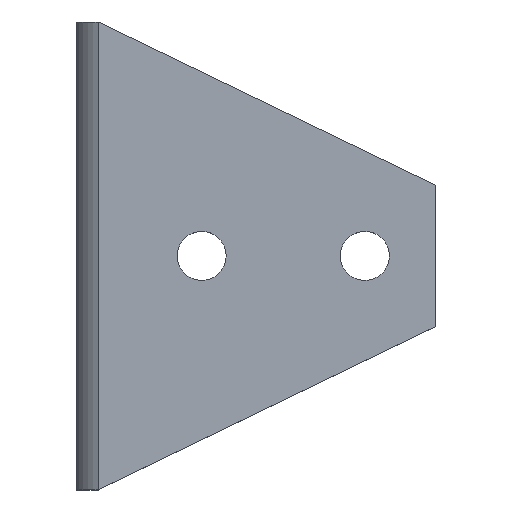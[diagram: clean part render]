
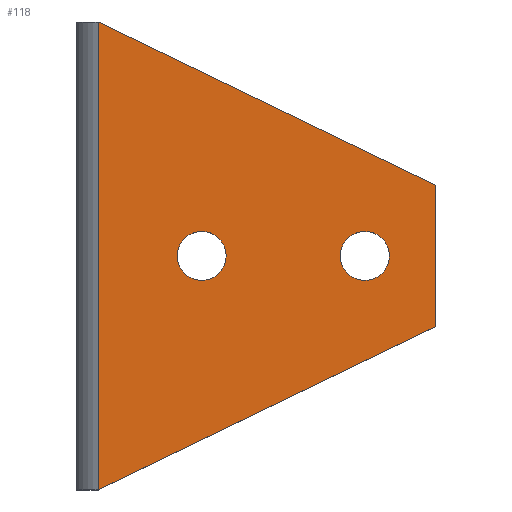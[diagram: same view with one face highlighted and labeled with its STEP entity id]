
A CAD part, top view. The second image highlights one B-rep face of the part: STEP entity #118.
In plain terms, the highlighted planar face has unit normal (0, 0, 1).
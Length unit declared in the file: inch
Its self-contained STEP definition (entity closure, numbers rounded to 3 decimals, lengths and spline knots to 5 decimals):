
#118=ADVANCED_FACE('',(#236,#237,#238),#239,.T.);
#236=FACE_BOUND('',#486,.T.);
#237=FACE_BOUND('',#487,.T.);
#238=FACE_OUTER_BOUND('',#488,.T.);
#239=PLANE('',#489);
#486=EDGE_LOOP('',(#707,#708,#709,#710));
#487=EDGE_LOOP('',(#711,#712,#713,#714));
#488=EDGE_LOOP('',(#715,#716,#717,#718));
#489=AXIS2_PLACEMENT_3D('',#719,#720,#721);
#707=ORIENTED_EDGE('',*,*,#832,.F.);
#708=ORIENTED_EDGE('',*,*,#807,.F.);
#709=ORIENTED_EDGE('',*,*,#777,.F.);
#710=ORIENTED_EDGE('',*,*,#804,.F.);
#711=ORIENTED_EDGE('',*,*,#835,.F.);
#712=ORIENTED_EDGE('',*,*,#821,.F.);
#713=ORIENTED_EDGE('',*,*,#798,.F.);
#714=ORIENTED_EDGE('',*,*,#828,.F.);
#715=ORIENTED_EDGE('',*,*,#764,.F.);
#716=ORIENTED_EDGE('',*,*,#767,.F.);
#717=ORIENTED_EDGE('',*,*,#814,.F.);
#718=ORIENTED_EDGE('',*,*,#826,.F.);
#719=CARTESIAN_POINT('',(1.71928,2.68246,1.62281));
#720=DIRECTION('',(0.0,0.0,1.0));
#721=DIRECTION('',(1.0,0.0,0.0));
#764=EDGE_CURVE('',#911,#856,#912,.T.);
#767=EDGE_CURVE('',#915,#911,#916,.T.);
#777=EDGE_CURVE('',#929,#930,#931,.T.);
#798=EDGE_CURVE('',#960,#961,#962,.T.);
#804=EDGE_CURVE('',#968,#929,#969,.T.);
#807=EDGE_CURVE('',#930,#972,#973,.T.);
#814=EDGE_CURVE('',#980,#915,#981,.T.);
#821=EDGE_CURVE('',#961,#988,#989,.T.);
#826=EDGE_CURVE('',#856,#980,#994,.T.);
#828=EDGE_CURVE('',#996,#960,#997,.T.);
#832=EDGE_CURVE('',#972,#968,#1001,.T.);
#835=EDGE_CURVE('',#988,#996,#1004,.T.);
#856=VERTEX_POINT('',#1041);
#911=VERTEX_POINT('',#1159);
#912=LINE('',#1160,#1161);
#915=VERTEX_POINT('',#1165);
#916=LINE('',#1166,#1167);
#929=VERTEX_POINT('',#1190);
#930=VERTEX_POINT('',#1191);
#931=B_SPLINE_CURVE_WITH_KNOTS('',3,(#1192,#1193,#1194,#1195),.UNSPECIFIED.,.F.,.F.,(4,4),(0.0,80.0),.UNSPECIFIED.);
#960=VERTEX_POINT('',#1255);
#961=VERTEX_POINT('',#1256);
#962=B_SPLINE_CURVE_WITH_KNOTS('',3,(#1257,#1258,#1259,#1260),.UNSPECIFIED.,.F.,.F.,(4,4),(0.0,80.0),.UNSPECIFIED.);
#968=VERTEX_POINT('',#1269);
#969=B_SPLINE_CURVE_WITH_KNOTS('',3,(#1270,#1271,#1272,#1273),.UNSPECIFIED.,.F.,.F.,(4,4),(0.0,80.0),.UNSPECIFIED.);
#972=VERTEX_POINT('',#1277);
#973=B_SPLINE_CURVE_WITH_KNOTS('',3,(#1278,#1279,#1280,#1281),.UNSPECIFIED.,.F.,.F.,(4,4),(0.0,80.0),.UNSPECIFIED.);
#980=VERTEX_POINT('',#1291);
#981=LINE('',#1292,#1293);
#988=VERTEX_POINT('',#1303);
#989=B_SPLINE_CURVE_WITH_KNOTS('',3,(#1304,#1305,#1306,#1307),.UNSPECIFIED.,.F.,.F.,(4,4),(0.0,80.0),.UNSPECIFIED.);
#994=LINE('',#1313,#1314);
#996=VERTEX_POINT('',#1316);
#997=B_SPLINE_CURVE_WITH_KNOTS('',3,(#1317,#1318,#1319,#1320),.UNSPECIFIED.,.F.,.F.,(4,4),(0.0,80.0),.UNSPECIFIED.);
#1001=B_SPLINE_CURVE_WITH_KNOTS('',3,(#1325,#1326,#1327,#1328),.UNSPECIFIED.,.F.,.F.,(4,4),(0.0,80.0),.UNSPECIFIED.);
#1004=B_SPLINE_CURVE_WITH_KNOTS('',3,(#1331,#1332,#1333,#1334),.UNSPECIFIED.,.F.,.F.,(4,4),(0.0,80.0),.UNSPECIFIED.);
#1041=CARTESIAN_POINT('',(0.25,0.,1.62281));
#1159=CARTESIAN_POINT('',(4.11774,1.87149,1.62281));
#1160=CARTESIAN_POINT('',(0.25,0.,1.62281));
#1161=VECTOR('',#1352,1.);
#1165=CARTESIAN_POINT('',(4.11774,3.49344,1.62281));
#1166=CARTESIAN_POINT('',(4.11774,1.87149,1.62281));
#1167=VECTOR('',#1354,1.0);
#1190=CARTESIAN_POINT('',(1.15456,2.68247,1.62281));
#1191=CARTESIAN_POINT('',(1.43528,2.40175,1.62281));
#1192=CARTESIAN_POINT('',(1.15456,2.68247,1.62281));
#1193=CARTESIAN_POINT('',(1.15456,2.52743,1.62281));
#1194=CARTESIAN_POINT('',(1.28024,2.40175,1.62281));
#1195=CARTESIAN_POINT('',(1.43528,2.40175,1.62281));
#1255=CARTESIAN_POINT('',(3.02604,2.68247,1.62281));
#1256=CARTESIAN_POINT('',(3.30676,2.40175,1.62281));
#1257=CARTESIAN_POINT('',(3.02604,2.68247,1.62281));
#1258=CARTESIAN_POINT('',(3.02604,2.52743,1.62281));
#1259=CARTESIAN_POINT('',(3.15172,2.40175,1.62281));
#1260=CARTESIAN_POINT('',(3.30676,2.40175,1.62281));
#1269=CARTESIAN_POINT('',(1.43528,2.96319,1.62281));
#1270=CARTESIAN_POINT('',(1.43528,2.96319,1.62281));
#1271=CARTESIAN_POINT('',(1.28024,2.96319,1.62281));
#1272=CARTESIAN_POINT('',(1.15456,2.8375,1.62281));
#1273=CARTESIAN_POINT('',(1.15456,2.68247,1.62281));
#1277=CARTESIAN_POINT('',(1.716,2.68247,1.62281));
#1278=CARTESIAN_POINT('',(1.43528,2.40175,1.62281));
#1279=CARTESIAN_POINT('',(1.59032,2.40175,1.62281));
#1280=CARTESIAN_POINT('',(1.716,2.52743,1.62281));
#1281=CARTESIAN_POINT('',(1.716,2.68247,1.62281));
#1291=CARTESIAN_POINT('',(0.25,5.36493,1.62281));
#1292=CARTESIAN_POINT('',(4.11774,3.49344,1.62281));
#1293=VECTOR('',#1373,1.);
#1303=CARTESIAN_POINT('',(3.58748,2.68247,1.62281));
#1304=CARTESIAN_POINT('',(3.30676,2.40175,1.62281));
#1305=CARTESIAN_POINT('',(3.46181,2.40175,1.62281));
#1306=CARTESIAN_POINT('',(3.58748,2.52743,1.62281));
#1307=CARTESIAN_POINT('',(3.58748,2.68247,1.62281));
#1313=CARTESIAN_POINT('',(0.25,5.36493,1.62281));
#1314=VECTOR('',#1381,1.0);
#1316=CARTESIAN_POINT('',(3.30676,2.96319,1.62281));
#1317=CARTESIAN_POINT('',(3.30676,2.96319,1.62281));
#1318=CARTESIAN_POINT('',(3.15172,2.96319,1.62281));
#1319=CARTESIAN_POINT('',(3.02604,2.8375,1.62281));
#1320=CARTESIAN_POINT('',(3.02604,2.68247,1.62281));
#1325=CARTESIAN_POINT('',(1.716,2.68247,1.62281));
#1326=CARTESIAN_POINT('',(1.716,2.8375,1.62281));
#1327=CARTESIAN_POINT('',(1.59032,2.96319,1.62281));
#1328=CARTESIAN_POINT('',(1.43528,2.96319,1.62281));
#1331=CARTESIAN_POINT('',(3.58748,2.68247,1.62281));
#1332=CARTESIAN_POINT('',(3.58748,2.8375,1.62281));
#1333=CARTESIAN_POINT('',(3.46181,2.96319,1.62281));
#1334=CARTESIAN_POINT('',(3.30676,2.96319,1.62281));
#1352=DIRECTION('',(-0.9,-0.436,-0.0));
#1354=DIRECTION('',(0.0,-1.0,-0.0));
#1373=DIRECTION('',(0.9,-0.436,0.0));
#1381=DIRECTION('',(0.0,1.0,0.0));
